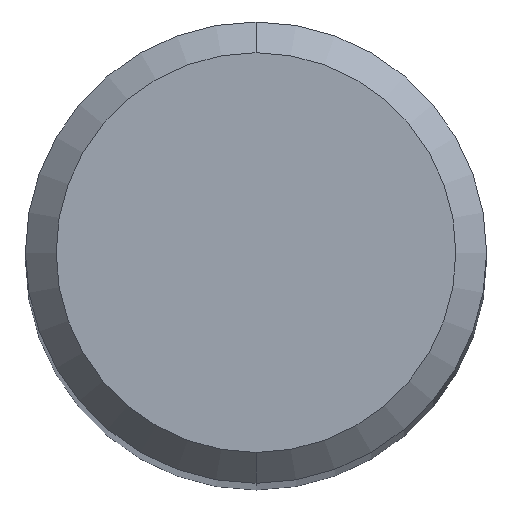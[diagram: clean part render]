
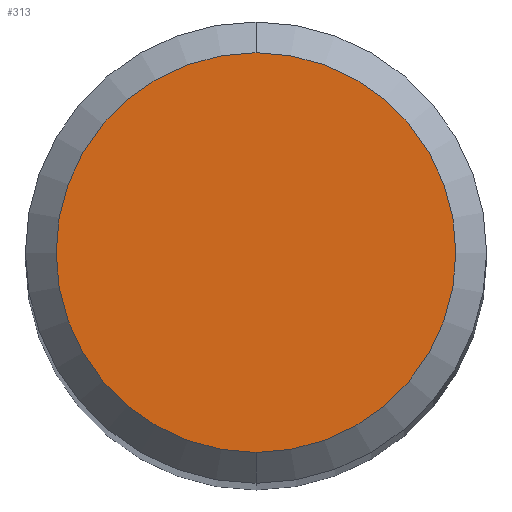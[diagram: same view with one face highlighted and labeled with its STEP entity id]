
A CAD part, top view. The second image highlights one B-rep face of the part: STEP entity #313.
In plain terms, the highlighted planar face has unit normal (0, 0, 1).
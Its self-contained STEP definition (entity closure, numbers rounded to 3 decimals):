
#313=ADVANCED_FACE('',(#632),#633,.T.);
#357=EDGE_CURVE('',#393,#431,#683,.T.);
#393=VERTEX_POINT('',#723);
#431=VERTEX_POINT('',#765);
#441=EDGE_CURVE('',#431,#393,#775,.T.);
#632=FACE_OUTER_BOUND('',#1058,.T.);
#633=PLANE('',#1059);
#683=CIRCLE('',#1174,2.6);
#723=CARTESIAN_POINT('',(0.0,2.6,0.0));
#765=CARTESIAN_POINT('',(0.,-2.6,0.0));
#775=CIRCLE('',#1338,2.6);
#1058=EDGE_LOOP('',(#1582,#1583));
#1059=AXIS2_PLACEMENT_3D('',#1584,#1585,#1586);
#1174=AXIS2_PLACEMENT_3D('',#1653,#1654,#1655);
#1338=AXIS2_PLACEMENT_3D('',#1776,#1777,#1778);
#1582=ORIENTED_EDGE('',*,*,#357,.F.);
#1583=ORIENTED_EDGE('',*,*,#441,.F.);
#1584=CARTESIAN_POINT('',(0.0,1.3,0.0));
#1585=DIRECTION('',(-0.0,0.0,1.0));
#1586=DIRECTION('',(0.0,-1.0,0.0));
#1653=CARTESIAN_POINT('',(0.0,0.0,0.0));
#1654=DIRECTION('',(0.0,0.0,-1.0));
#1655=DIRECTION('',(0.0,1.0,0.0));
#1776=CARTESIAN_POINT('',(0.0,0.0,0.0));
#1777=DIRECTION('',(0.0,0.0,-1.0));
#1778=DIRECTION('',(0.0,1.0,0.0));
